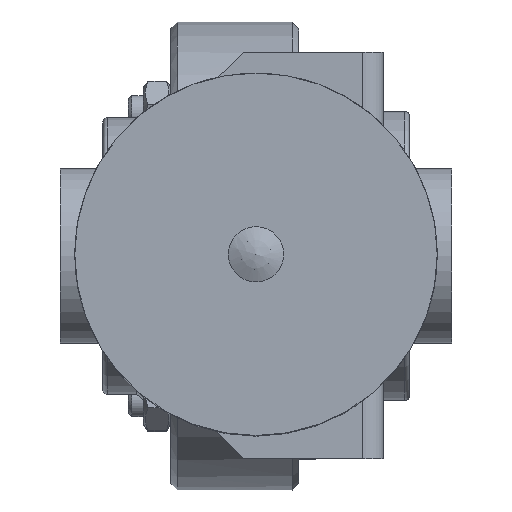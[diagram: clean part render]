
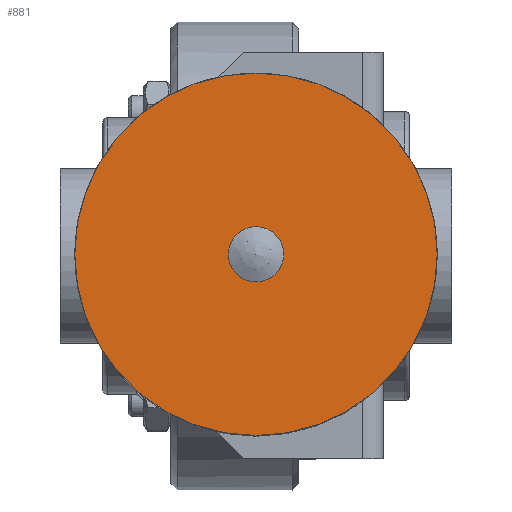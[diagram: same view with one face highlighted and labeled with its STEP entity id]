
A CAD part, top view. The second image highlights one B-rep face of the part: STEP entity #881.
In plain terms, the highlighted planar face has unit normal (0, 0, 1).
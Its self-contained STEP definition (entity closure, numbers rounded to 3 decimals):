
#794=CARTESIAN_POINT('',(10.212,-6.249,231.955));
#795=VERTEX_POINT('',#794);
#796=CARTESIAN_POINT('',(12.,0.,231.955));
#797=DIRECTION('',(0.0,0.0,-1.0));
#798=DIRECTION('',(1.0,0.0,0.0));
#799=AXIS2_PLACEMENT_3D('',#796,#797,#798);
#800=CIRCLE('',#799,6.5);
#801=EDGE_CURVE('',#795,#795,#800,.T.);
#862=CARTESIAN_POINT('',(12.,-21.3,231.955));
#863=DIRECTION('',(0.0,0.0,1.0));
#864=DIRECTION('',(1.0,0.0,0.0));
#865=AXIS2_PLACEMENT_3D('',#862,#863,#864);
#866=PLANE('',#865);
#867=CARTESIAN_POINT('',(12.,-42.6,231.955));
#868=VERTEX_POINT('',#867);
#869=CARTESIAN_POINT('',(12.,0.,231.955));
#870=DIRECTION('',(0.0,0.0,-1.0));
#871=DIRECTION('',(0.0,-1.0,0.0));
#872=AXIS2_PLACEMENT_3D('',#869,#870,#871);
#873=CIRCLE('',#872,42.6);
#874=EDGE_CURVE('',#868,#868,#873,.T.);
#875=ORIENTED_EDGE('',*,*,#874,.F.);
#876=EDGE_LOOP('',(#875));
#877=FACE_OUTER_BOUND('',#876,.T.);
#878=ORIENTED_EDGE('',*,*,#801,.T.);
#879=EDGE_LOOP('',(#878));
#880=FACE_BOUND('',#879,.T.);
#881=ADVANCED_FACE('',(#877,#880),#866,.T.);
